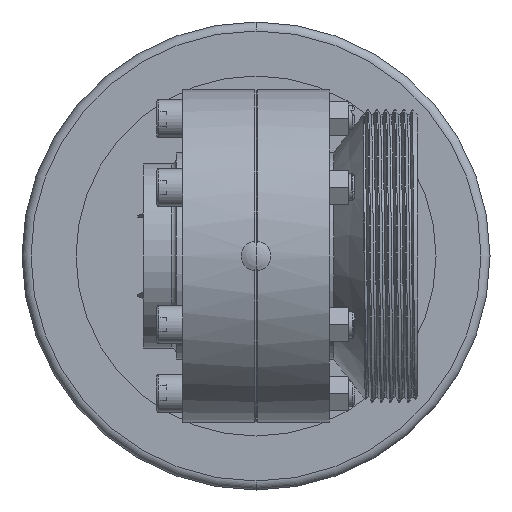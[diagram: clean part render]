
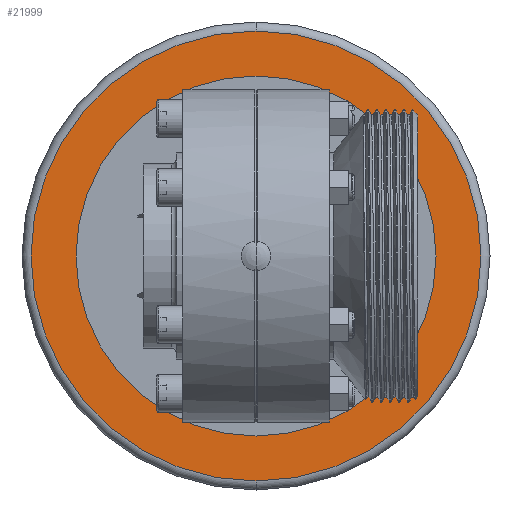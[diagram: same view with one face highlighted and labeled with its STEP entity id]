
A CAD part, front view. The second image highlights one B-rep face of the part: STEP entity #21999.
In plain terms, the highlighted planar face has unit normal (0, -1, 0).
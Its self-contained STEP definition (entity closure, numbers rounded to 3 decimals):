
#936 = DIRECTION ( 'NONE',  ( 0., 0., -1. ) ) ;
#1014 = AXIS2_PLACEMENT_3D ( 'NONE', #1497, #10480, #12077 ) ;
#1040 = ORIENTED_EDGE ( 'NONE', *, *, #19697, .F. ) ;
#1183 = EDGE_CURVE ( 'NONE', #20283, #2894, #12310, .T. ) ;
#1473 = AXIS2_PLACEMENT_3D ( 'NONE', #17290, #13677, #3415 ) ;
#1497 = CARTESIAN_POINT ( 'NONE',  ( 0., 61.85, 0. ) ) ;
#2894 = VERTEX_POINT ( 'NONE', #16268 ) ;
#3080 = DIRECTION ( 'NONE',  ( 0., -1., 0. ) ) ;
#3415 = DIRECTION ( 'NONE',  ( 0., 0., -1. ) ) ;
#3941 = CIRCLE ( 'NONE', #19201, 40. ) ;
#3970 = ORIENTED_EDGE ( 'NONE', *, *, #1183, .T. ) ;
#3971 = EDGE_CURVE ( 'NONE', #11467, #21479, #22512, .T. ) ;
#4293 = CIRCLE ( 'NONE', #1014, 50. ) ;
#4446 = FACE_BOUND ( 'NONE', #20597, .T. ) ;
#4540 = CARTESIAN_POINT ( 'NONE',  ( 0., 61.85, 40. ) ) ;
#4555 = FACE_OUTER_BOUND ( 'NONE', #5961, .T. ) ;
#5961 = EDGE_LOOP ( 'NONE', ( #3970, #8633 ) ) ;
#8633 = ORIENTED_EDGE ( 'NONE', *, *, #19414, .T. ) ;
#10480 = DIRECTION ( 'NONE',  ( 0., -1., 0. ) ) ;
#11467 = VERTEX_POINT ( 'NONE', #4540 ) ;
#11659 = CARTESIAN_POINT ( 'NONE',  ( 0., 61.85, 0. ) ) ;
#12077 = DIRECTION ( 'NONE',  ( 0., 0., 1. ) ) ;
#12310 = CIRCLE ( 'NONE', #15225, 50. ) ;
#13329 = DIRECTION ( 'NONE',  ( 0., 0., 1. ) ) ;
#13677 = DIRECTION ( 'NONE',  ( 0., -1., 0. ) ) ;
#13893 = DIRECTION ( 'NONE',  ( 0., 0., 1. ) ) ;
#14932 = PLANE ( 'NONE',  #22507 ) ;
#15060 = DIRECTION ( 'NONE',  ( 0., -1., 0. ) ) ;
#15225 = AXIS2_PLACEMENT_3D ( 'NONE', #16953, #3080, #13893 ) ;
#16268 = CARTESIAN_POINT ( 'NONE',  ( 0., 61.85, -50. ) ) ;
#16953 = CARTESIAN_POINT ( 'NONE',  ( 0., 61.85, 0. ) ) ;
#17290 = CARTESIAN_POINT ( 'NONE',  ( 0., 61.85, 0. ) ) ;
#18115 = DIRECTION ( 'NONE',  ( 0., 1., 0. ) ) ;
#18333 = CARTESIAN_POINT ( 'NONE',  ( 0., 61.85, 50. ) ) ;
#18363 = CARTESIAN_POINT ( 'NONE',  ( 0., 61.85, -40. ) ) ;
#19201 = AXIS2_PLACEMENT_3D ( 'NONE', #11659, #15060, #936 ) ;
#19414 = EDGE_CURVE ( 'NONE', #2894, #20283, #4293, .T. ) ;
#19697 = EDGE_CURVE ( 'NONE', #21479, #11467, #3941, .T. ) ;
#20283 = VERTEX_POINT ( 'NONE', #18333 ) ;
#20597 = EDGE_LOOP ( 'NONE', ( #1040, #21492 ) ) ;
#21479 = VERTEX_POINT ( 'NONE', #18363 ) ;
#21492 = ORIENTED_EDGE ( 'NONE', *, *, #3971, .F. ) ;
#21852 = CARTESIAN_POINT ( 'NONE',  ( 0., 61.85, 0. ) ) ;
#21999 = ADVANCED_FACE ( 'NONE', ( #4555, #4446 ), #14932, .F. ) ;
#22507 = AXIS2_PLACEMENT_3D ( 'NONE', #21852, #18115, #13329 ) ;
#22512 = CIRCLE ( 'NONE', #1473, 40. ) ;
